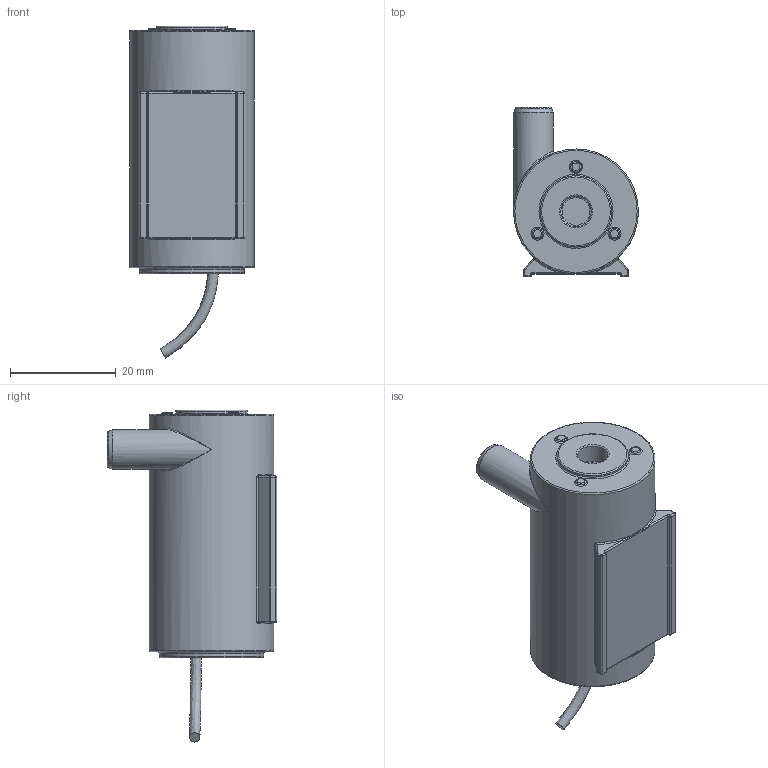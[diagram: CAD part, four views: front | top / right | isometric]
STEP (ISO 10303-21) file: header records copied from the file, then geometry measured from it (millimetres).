
FILE_DESCRIPTION(/* description */ (''),/* implementation_level */ '2;1');
FILE_NAME(/* name */ 'насос.stp',/* time_stamp */ '2023-02-19T00:42:48+03:00',/* author */ ('Tasya'),/* organization */ (''),/* preprocessor_version */ 'ST-DEVELOPER v18.1',/* originating_system */ 'Autodesk Inventor 2021',/* authorisation */ '');
FILE_SCHEMA (('AUTOMOTIVE_DESIGN { 1 0 10303 214 3 1 1 }'));
Length unit declared in the file: millimetre
Products named in the file (1): насос
Bounding box: 23.6 x 32 x 62.76 mm (x, y, z)
Volume: 21020.6 mm3; surface area: 5274.3 mm2
Topology: 1 solids, 1 shells, 119 faces, 274 edges, 155 vertices
Faces by surface type: cylinder 35, torus 25, bspline 23, plane 23, sphere 12, cone 1
Full cylindrical faces by diameter (mm): 3.85 x1, 4.85 x1, 5.5 x1, 5.75 x1, 7.5 x1, 13.5 x1, 19.75 x1, 23.6 x1
Entity records: 5392 total; most frequent: CARTESIAN_POINT 2802, DIRECTION 539, ORIENTED_EDGE 520, EDGE_CURVE 260, AXIS2_PLACEMENT_3D 238, VERTEX_POINT 155, CIRCLE 141, EDGE_LOOP 131
